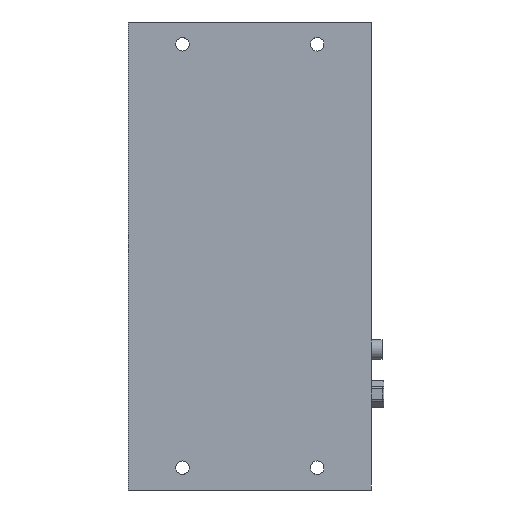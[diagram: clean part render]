
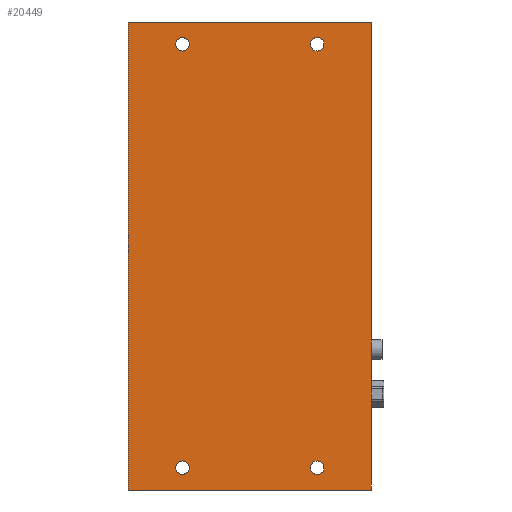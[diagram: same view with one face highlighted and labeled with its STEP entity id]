
A CAD part, front view. The second image highlights one B-rep face of the part: STEP entity #20449.
In plain terms, the highlighted planar face has unit normal (0, -1, 0).
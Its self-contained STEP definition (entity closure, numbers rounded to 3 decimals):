
#89 = CARTESIAN_POINT ( 'NONE',  ( -35.75, 0., -68.75 ) ) ;
#278 = VERTEX_POINT ( 'NONE', #89 ) ;
#767 = ORIENTED_EDGE ( 'NONE', *, *, #24500, .F. ) ;
#1006 = DIRECTION ( 'NONE',  ( 0., 0., 1. ) ) ;
#1079 = AXIS2_PLACEMENT_3D ( 'NONE', #6120, #8393, #19866 ) ;
#1434 = DIRECTION ( 'NONE',  ( 0., -1., 0. ) ) ;
#1586 = LINE ( 'NONE', #27979, #8310 ) ;
#1813 = DIRECTION ( 'NONE',  ( 0., 1., 0. ) ) ;
#1881 = CARTESIAN_POINT ( 'NONE',  ( 19.825, 0., -60.225 ) ) ;
#2007 = ORIENTED_EDGE ( 'NONE', *, *, #29068, .F. ) ;
#3104 = VERTEX_POINT ( 'NONE', #11560 ) ;
#3586 = AXIS2_PLACEMENT_3D ( 'NONE', #19887, #1813, #22050 ) ;
#3709 = CARTESIAN_POINT ( 'NONE',  ( -19.775, 0., 62.2 ) ) ;
#3760 = AXIS2_PLACEMENT_3D ( 'NONE', #4294, #6554, #26803 ) ;
#3837 = VERTEX_POINT ( 'NONE', #14892 ) ;
#3883 = CARTESIAN_POINT ( 'NONE',  ( 19.825, 0., -62.2 ) ) ;
#4294 = CARTESIAN_POINT ( 'NONE',  ( 19.825, 0., -62.2 ) ) ;
#4505 = CIRCLE ( 'NONE', #17997, 1.975 ) ;
#4974 = CARTESIAN_POINT ( 'NONE',  ( -19.775, 0., -62.2 ) ) ;
#5235 = CARTESIAN_POINT ( 'NONE',  ( -19.775, 0., 62.2 ) ) ;
#5389 = EDGE_CURVE ( 'NONE', #20795, #16278, #6380, .T. ) ;
#5392 = DIRECTION ( 'NONE',  ( 0., 0., -1. ) ) ;
#5412 = VERTEX_POINT ( 'NONE', #16121 ) ;
#5427 = CARTESIAN_POINT ( 'NONE',  ( 19.825, 0., -64.175 ) ) ;
#6120 = CARTESIAN_POINT ( 'NONE',  ( 0., 0., 0. ) ) ;
#6380 = CIRCLE ( 'NONE', #10822, 1.975 ) ;
#6475 = CIRCLE ( 'NONE', #16961, 1.975 ) ;
#6514 = CARTESIAN_POINT ( 'NONE',  ( 19.825, 0., 64.175 ) ) ;
#6554 = DIRECTION ( 'NONE',  ( 0., -1., 0. ) ) ;
#6718 = ORIENTED_EDGE ( 'NONE', *, *, #23377, .F. ) ;
#6966 = CIRCLE ( 'NONE', #3586, 1.975 ) ;
#7147 = VECTOR ( 'NONE', #8574, 1000. ) ;
#7850 = EDGE_LOOP ( 'NONE', ( #6718, #8011 ) ) ;
#8011 = ORIENTED_EDGE ( 'NONE', *, *, #12016, .F. ) ;
#8310 = VECTOR ( 'NONE', #9930, 1000. ) ;
#8393 = DIRECTION ( 'NONE',  ( 0., 1., 0. ) ) ;
#8574 = DIRECTION ( 'NONE',  ( 1., 0., 0. ) ) ;
#9295 = FACE_OUTER_BOUND ( 'NONE', #11705, .T. ) ;
#9494 = DIRECTION ( 'NONE',  ( 0., 0., 1. ) ) ;
#9629 = ORIENTED_EDGE ( 'NONE', *, *, #13319, .T. ) ;
#9651 = CARTESIAN_POINT ( 'NONE',  ( 0., 0., -68.75 ) ) ;
#9718 = DIRECTION ( 'NONE',  ( 0., 0., 1. ) ) ;
#9930 = DIRECTION ( 'NONE',  ( 0., 0., -1. ) ) ;
#10608 = ORIENTED_EDGE ( 'NONE', *, *, #14313, .T. ) ;
#10822 = AXIS2_PLACEMENT_3D ( 'NONE', #14131, #11856, #9494 ) ;
#10873 = ORIENTED_EDGE ( 'NONE', *, *, #25347, .F. ) ;
#11082 = FACE_BOUND ( 'NONE', #22767, .T. ) ;
#11422 = LINE ( 'NONE', #9651, #13552 ) ;
#11560 = CARTESIAN_POINT ( 'NONE',  ( -35.75, 0., 68.75 ) ) ;
#11705 = EDGE_LOOP ( 'NONE', ( #2007, #19303, #13535, #767 ) ) ;
#11853 = CARTESIAN_POINT ( 'NONE',  ( 35.75, 0., -68.75 ) ) ;
#11856 = DIRECTION ( 'NONE',  ( 0., 1., 0. ) ) ;
#11879 = DIRECTION ( 'NONE',  ( 0., -1., 0. ) ) ;
#12016 = EDGE_CURVE ( 'NONE', #29066, #18415, #13687, .T. ) ;
#12529 = CARTESIAN_POINT ( 'NONE',  ( 0., 0., 68.75 ) ) ;
#12624 = CIRCLE ( 'NONE', #29090, 1.975 ) ;
#13319 = EDGE_CURVE ( 'NONE', #16278, #20795, #6966, .T. ) ;
#13535 = ORIENTED_EDGE ( 'NONE', *, *, #20710, .T. ) ;
#13552 = VECTOR ( 'NONE', #25266, 1000. ) ;
#13687 = CIRCLE ( 'NONE', #3760, 1.975 ) ;
#14131 = CARTESIAN_POINT ( 'NONE',  ( 19.825, 0., 62.2 ) ) ;
#14313 = EDGE_CURVE ( 'NONE', #25061, #5412, #14334, .T. ) ;
#14334 = CIRCLE ( 'NONE', #18557, 1.975 ) ;
#14892 = CARTESIAN_POINT ( 'NONE',  ( -19.775, 0., -64.175 ) ) ;
#15305 = VERTEX_POINT ( 'NONE', #11853 ) ;
#15996 = LINE ( 'NONE', #12529, #7147 ) ;
#16121 = CARTESIAN_POINT ( 'NONE',  ( -19.775, 0., 64.175 ) ) ;
#16278 = VERTEX_POINT ( 'NONE', #6514 ) ;
#16380 = CARTESIAN_POINT ( 'NONE',  ( 19.825, 0., 60.225 ) ) ;
#16570 = VECTOR ( 'NONE', #5392, 1000. ) ;
#16961 = AXIS2_PLACEMENT_3D ( 'NONE', #19091, #20961, #1006 ) ;
#17538 = DIRECTION ( 'NONE',  ( 0., 0., 1. ) ) ;
#17966 = EDGE_LOOP ( 'NONE', ( #25706, #9629 ) ) ;
#17997 = AXIS2_PLACEMENT_3D ( 'NONE', #4974, #11879, #9718 ) ;
#18004 = VERTEX_POINT ( 'NONE', #27160 ) ;
#18171 = FACE_BOUND ( 'NONE', #25229, .T. ) ;
#18415 = VERTEX_POINT ( 'NONE', #5427 ) ;
#18557 = AXIS2_PLACEMENT_3D ( 'NONE', #5235, #27750, #27458 ) ;
#19091 = CARTESIAN_POINT ( 'NONE',  ( -19.775, 0., -62.2 ) ) ;
#19139 = EDGE_CURVE ( 'NONE', #3104, #278, #1586, .T. ) ;
#19302 = AXIS2_PLACEMENT_3D ( 'NONE', #3883, #1434, #19509 ) ;
#19303 = ORIENTED_EDGE ( 'NONE', *, *, #19139, .T. ) ;
#19509 = DIRECTION ( 'NONE',  ( 0., 0., 1. ) ) ;
#19680 = PLANE ( 'NONE',  #1079 ) ;
#19866 = DIRECTION ( 'NONE',  ( 0., 0., 1. ) ) ;
#19884 = EDGE_CURVE ( 'NONE', #3837, #18004, #6475, .T. ) ;
#19887 = CARTESIAN_POINT ( 'NONE',  ( 19.825, 0., 62.2 ) ) ;
#20449 = ADVANCED_FACE ( 'NONE', ( #27676, #9295, #24865, #11082, #18171 ), #19680, .F. ) ;
#20710 = EDGE_CURVE ( 'NONE', #278, #15305, #11422, .T. ) ;
#20795 = VERTEX_POINT ( 'NONE', #16380 ) ;
#20961 = DIRECTION ( 'NONE',  ( 0., -1., 0. ) ) ;
#22050 = DIRECTION ( 'NONE',  ( 0., 0., 1. ) ) ;
#22722 = VERTEX_POINT ( 'NONE', #26942 ) ;
#22767 = EDGE_LOOP ( 'NONE', ( #26512, #10873 ) ) ;
#23377 = EDGE_CURVE ( 'NONE', #18415, #29066, #24758, .T. ) ;
#23959 = ORIENTED_EDGE ( 'NONE', *, *, #25707, .T. ) ;
#24141 = DIRECTION ( 'NONE',  ( 0., 1., 0. ) ) ;
#24500 = EDGE_CURVE ( 'NONE', #22722, #15305, #29236, .T. ) ;
#24751 = CARTESIAN_POINT ( 'NONE',  ( -19.775, 0., 60.225 ) ) ;
#24758 = CIRCLE ( 'NONE', #19302, 1.975 ) ;
#24865 = FACE_BOUND ( 'NONE', #17966, .T. ) ;
#25061 = VERTEX_POINT ( 'NONE', #24751 ) ;
#25229 = EDGE_LOOP ( 'NONE', ( #10608, #23959 ) ) ;
#25266 = DIRECTION ( 'NONE',  ( 1., 0., 0. ) ) ;
#25347 = EDGE_CURVE ( 'NONE', #18004, #3837, #4505, .T. ) ;
#25706 = ORIENTED_EDGE ( 'NONE', *, *, #5389, .T. ) ;
#25707 = EDGE_CURVE ( 'NONE', #5412, #25061, #12624, .T. ) ;
#26512 = ORIENTED_EDGE ( 'NONE', *, *, #19884, .F. ) ;
#26803 = DIRECTION ( 'NONE',  ( 0., 0., 1. ) ) ;
#26942 = CARTESIAN_POINT ( 'NONE',  ( 35.75, 0., 68.75 ) ) ;
#27160 = CARTESIAN_POINT ( 'NONE',  ( -19.775, 0., -60.225 ) ) ;
#27458 = DIRECTION ( 'NONE',  ( 0., 0., 1. ) ) ;
#27676 = FACE_BOUND ( 'NONE', #7850, .T. ) ;
#27750 = DIRECTION ( 'NONE',  ( 0., 1., 0. ) ) ;
#27890 = CARTESIAN_POINT ( 'NONE',  ( 35.75, 0., 0. ) ) ;
#27979 = CARTESIAN_POINT ( 'NONE',  ( -35.75, 0., 0. ) ) ;
#29066 = VERTEX_POINT ( 'NONE', #1881 ) ;
#29068 = EDGE_CURVE ( 'NONE', #3104, #22722, #15996, .T. ) ;
#29090 = AXIS2_PLACEMENT_3D ( 'NONE', #3709, #24141, #17538 ) ;
#29236 = LINE ( 'NONE', #27890, #16570 ) ;
